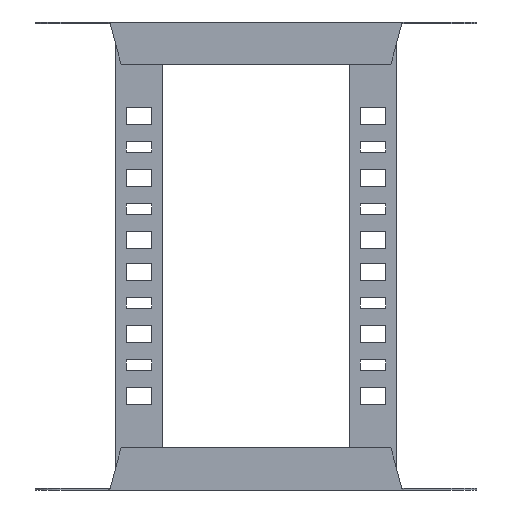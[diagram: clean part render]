
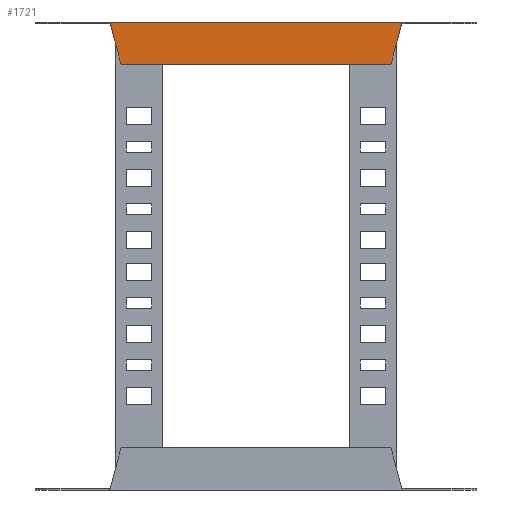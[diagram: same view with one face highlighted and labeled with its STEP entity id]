
A CAD part, front view. The second image highlights one B-rep face of the part: STEP entity #1721.
In plain terms, the highlighted planar face has unit normal (0, -1, 0).
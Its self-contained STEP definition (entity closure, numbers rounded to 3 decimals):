
#13 = LINE ( 'NONE', #3124, #608 ) ;
#32 = B_SPLINE_CURVE_WITH_KNOTS ( 'NONE', 3,
 ( #3411, #2045, #3461, #3184, #2492, #1801 ),
 .UNSPECIFIED., .F., .F.,
 ( 4, 2, 4 ),
 ( 0.001, 0.002, 0.004 ),
 .UNSPECIFIED. ) ;
#85 = EDGE_CURVE ( 'NONE', #2954, #667, #32, .T. ) ;
#121 = EDGE_LOOP ( 'NONE', ( #440, #200, #2784, #3695, #392, #493 ) ) ;
#200 = ORIENTED_EDGE ( 'NONE', *, *, #1402, .T. ) ;
#267 = DIRECTION ( 'NONE',  ( 0., -1., 0. ) ) ;
#334 = LINE ( 'NONE', #1716, #888 ) ;
#344 = DIRECTION ( 'NONE',  ( 0.259, 0., 0.966 ) ) ;
#375 = LINE ( 'NONE', #2857, #1017 ) ;
#392 = ORIENTED_EDGE ( 'NONE', *, *, #1457, .F. ) ;
#411 = FACE_OUTER_BOUND ( 'NONE', #121, .T. ) ;
#436 = CARTESIAN_POINT ( 'NONE',  ( -93.132, 25., 1. ) ) ;
#440 = ORIENTED_EDGE ( 'NONE', *, *, #3416, .F. ) ;
#466 = B_SPLINE_CURVE_WITH_KNOTS ( 'NONE', 3,
 ( #803, #729, #815, #849, #884, #836 ),
 .UNSPECIFIED., .F., .F.,
 ( 4, 2, 4 ),
 ( 0.001, 0.002, 0.004 ),
 .UNSPECIFIED. ) ;
#493 = ORIENTED_EDGE ( 'NONE', *, *, #1646, .F. ) ;
#608 = VECTOR ( 'NONE', #1034, 1000. ) ;
#667 = VERTEX_POINT ( 'NONE', #1880 ) ;
#729 = CARTESIAN_POINT ( 'NONE',  ( -93.203, 25., 0.627 ) ) ;
#799 = CARTESIAN_POINT ( 'NONE',  ( -93.467, 25., -1.25 ) ) ;
#803 = CARTESIAN_POINT ( 'NONE',  ( -93.132, 25., 1. ) ) ;
#815 = CARTESIAN_POINT ( 'NONE',  ( -93.272, 25., 0.254 ) ) ;
#836 = CARTESIAN_POINT ( 'NONE',  ( -93.467, 25., -1.25 ) ) ;
#849 = CARTESIAN_POINT ( 'NONE',  ( -93.386, 25., -0.497 ) ) ;
#884 = CARTESIAN_POINT ( 'NONE',  ( -93.431, 25., -0.873 ) ) ;
#888 = VECTOR ( 'NONE', #3356, 1000. ) ;
#979 = CARTESIAN_POINT ( 'NONE',  ( 86.5, 25., 25.752 ) ) ;
#1017 = VECTOR ( 'NONE', #344, 1000. ) ;
#1034 = DIRECTION ( 'NONE',  ( 1., 0., 0. ) ) ;
#1098 = DIRECTION ( 'NONE',  ( 0.259, 0., -0.966 ) ) ;
#1182 = VERTEX_POINT ( 'NONE', #2197 ) ;
#1402 = EDGE_CURVE ( 'NONE', #2095, #2745, #466, .T. ) ;
#1442 = VECTOR ( 'NONE', #1098, 1000. ) ;
#1457 = EDGE_CURVE ( 'NONE', #1737, #2954, #2937, .T. ) ;
#1588 = CARTESIAN_POINT ( 'NONE',  ( 86.5, 25., 25.752 ) ) ;
#1646 = EDGE_CURVE ( 'NONE', #1182, #1737, #13, .T. ) ;
#1716 = CARTESIAN_POINT ( 'NONE',  ( -97.876, 25., -1.25 ) ) ;
#1721 = ADVANCED_FACE ( 'NONE', ( #411 ), #3495, .T. ) ;
#1737 = VERTEX_POINT ( 'NONE', #1588 ) ;
#1792 = DIRECTION ( 'NONE',  ( -1., 0., 0. ) ) ;
#1801 = CARTESIAN_POINT ( 'NONE',  ( 93.467, 25., -1.25 ) ) ;
#1880 = CARTESIAN_POINT ( 'NONE',  ( 93.467, 25., -1.25 ) ) ;
#2045 = CARTESIAN_POINT ( 'NONE',  ( 93.203, 25., 0.627 ) ) ;
#2066 = AXIS2_PLACEMENT_3D ( 'NONE', #3007, #267, #1792 ) ;
#2095 = VERTEX_POINT ( 'NONE', #436 ) ;
#2197 = CARTESIAN_POINT ( 'NONE',  ( -86.5, 25., 25.752 ) ) ;
#2492 = CARTESIAN_POINT ( 'NONE',  ( 93.431, 25., -0.873 ) ) ;
#2745 = VERTEX_POINT ( 'NONE', #799 ) ;
#2784 = ORIENTED_EDGE ( 'NONE', *, *, #3501, .T. ) ;
#2829 = CARTESIAN_POINT ( 'NONE',  ( 93.132, 25., 1. ) ) ;
#2857 = CARTESIAN_POINT ( 'NONE',  ( -86.5, 25., 25.752 ) ) ;
#2937 = LINE ( 'NONE', #979, #1442 ) ;
#2954 = VERTEX_POINT ( 'NONE', #2829 ) ;
#3007 = CARTESIAN_POINT ( 'NONE',  ( -97.876, 25., -1.248 ) ) ;
#3124 = CARTESIAN_POINT ( 'NONE',  ( -86.5, 25., 25.752 ) ) ;
#3184 = CARTESIAN_POINT ( 'NONE',  ( 93.386, 25., -0.497 ) ) ;
#3356 = DIRECTION ( 'NONE',  ( 1., 0., 0. ) ) ;
#3411 = CARTESIAN_POINT ( 'NONE',  ( 93.132, 25., 1. ) ) ;
#3416 = EDGE_CURVE ( 'NONE', #2095, #1182, #375, .T. ) ;
#3461 = CARTESIAN_POINT ( 'NONE',  ( 93.272, 25., 0.254 ) ) ;
#3495 = PLANE ( 'NONE',  #2066 ) ;
#3501 = EDGE_CURVE ( 'NONE', #2745, #667, #334, .T. ) ;
#3695 = ORIENTED_EDGE ( 'NONE', *, *, #85, .F. ) ;
